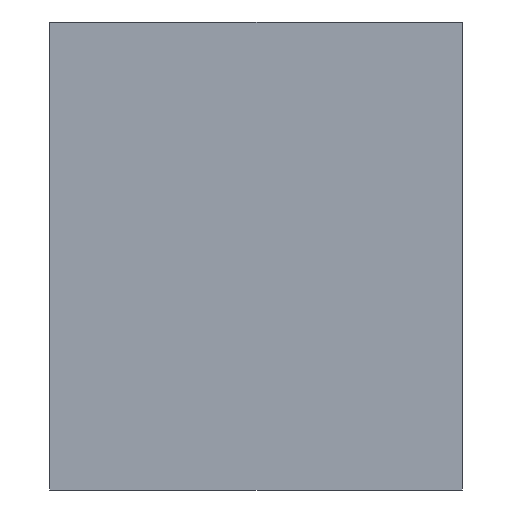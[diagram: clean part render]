
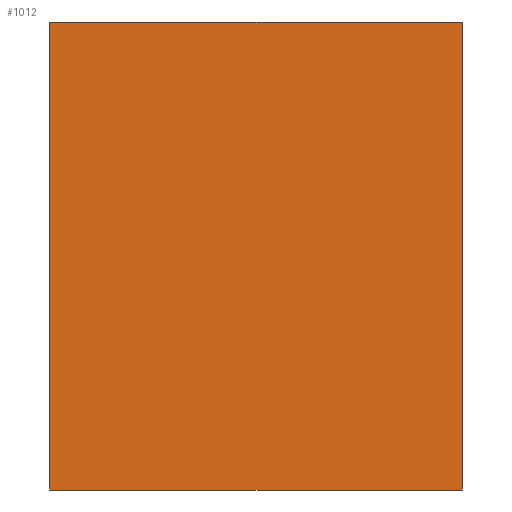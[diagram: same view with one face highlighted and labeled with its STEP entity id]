
A CAD part, front view. The second image highlights one B-rep face of the part: STEP entity #1012.
In plain terms, the highlighted planar face has unit normal (0, -1, 0).
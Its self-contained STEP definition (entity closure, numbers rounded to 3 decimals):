
#1004=AXIS2_PLACEMENT_3D('Plane Axis2P3D',#1001,#1002,#1003) ;
#846=CARTESIAN_POINT('Vertex',(253.142,131.545,42.5)) ;
#849=CARTESIAN_POINT('Line Origine',(253.142,131.545,0.)) ;
#853=CARTESIAN_POINT('Vertex',(253.142,131.545,-42.5)) ;
#887=CARTESIAN_POINT('Line Origine',(215.642,131.545,-42.5)) ;
#891=CARTESIAN_POINT('Vertex',(178.142,131.545,-42.5)) ;
#922=CARTESIAN_POINT('Vertex',(178.142,131.545,42.5)) ;
#932=CARTESIAN_POINT('Line Origine',(178.142,131.545,0.)) ;
#982=CARTESIAN_POINT('Line Origine',(215.642,131.545,42.5)) ;
#1001=CARTESIAN_POINT('Axis2P3D Location',(253.142,131.545,0.)) ;
#850=DIRECTION('Vector Direction',(0.,0.,1.)) ;
#888=DIRECTION('Vector Direction',(1.,0.,0.)) ;
#933=DIRECTION('Vector Direction',(0.,0.,-1.)) ;
#983=DIRECTION('Vector Direction',(-1.,0.,0.)) ;
#1002=DIRECTION('Axis2P3D Direction',(0.,-1.,0.)) ;
#1003=DIRECTION('Axis2P3D XDirection',(0.,0.,-1.)) ;
#851=VECTOR('Line Direction',#850,1.) ;
#889=VECTOR('Line Direction',#888,1.) ;
#934=VECTOR('Line Direction',#933,1.) ;
#984=VECTOR('Line Direction',#983,1.) ;
#1007=ORIENTED_EDGE('',*,*,#986,.T.) ;
#1008=ORIENTED_EDGE('',*,*,#936,.T.) ;
#1009=ORIENTED_EDGE('',*,*,#893,.T.) ;
#1010=ORIENTED_EDGE('',*,*,#855,.T.) ;
#1012=ADVANCED_FACE('VERSCHLUSSSPANNER_TS_HC_6000_LP_357904',(#1011),#1005,.T.) ;
#855=EDGE_CURVE('',#854,#847,#852,.T.) ;
#893=EDGE_CURVE('',#892,#854,#890,.T.) ;
#936=EDGE_CURVE('',#923,#892,#935,.T.) ;
#986=EDGE_CURVE('',#847,#923,#985,.T.) ;
#1006=EDGE_LOOP('',(#1007,#1008,#1009,#1010)) ;
#1011=FACE_OUTER_BOUND('',#1006,.T.) ;
#852=LINE('Line',#849,#851) ;
#890=LINE('Line',#887,#889) ;
#935=LINE('Line',#932,#934) ;
#985=LINE('Line',#982,#984) ;
#1005=PLANE('Plane',#1004) ;
#847=VERTEX_POINT('',#846) ;
#854=VERTEX_POINT('',#853) ;
#892=VERTEX_POINT('',#891) ;
#923=VERTEX_POINT('',#922) ;
